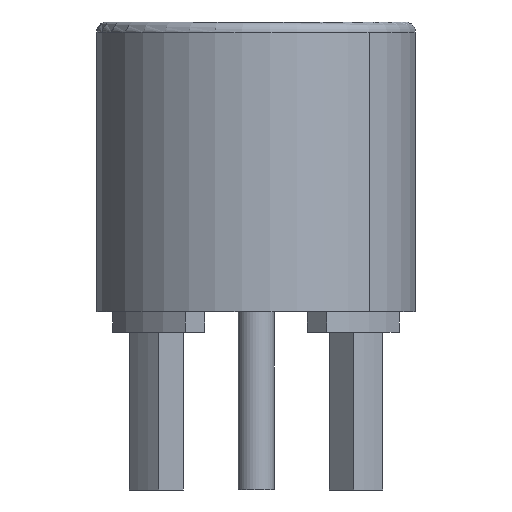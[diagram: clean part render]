
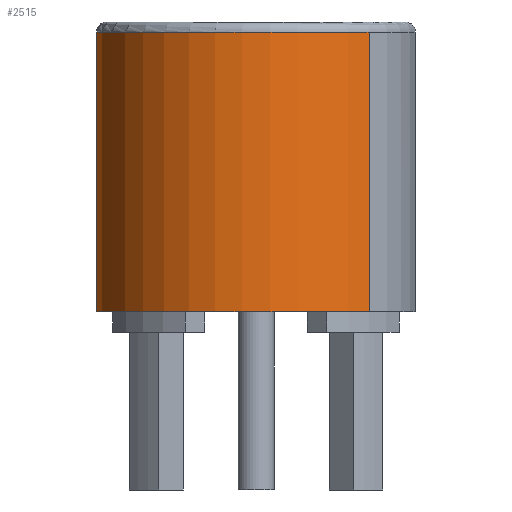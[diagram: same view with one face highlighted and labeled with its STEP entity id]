
A CAD part, left-side view. The second image highlights one B-rep face of the part: STEP entity #2515.
In plain terms, the highlighted cylindrical face has radius 3.95 mm (diameter 7.9 mm), a partial arc.
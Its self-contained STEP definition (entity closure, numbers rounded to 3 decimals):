
#2316=CARTESIAN_POINT('',(2.793,2.793,7.42));
#2317=VERTEX_POINT('',#2316);
#2318=CARTESIAN_POINT('',(2.793,2.793,0.508));
#2319=VERTEX_POINT('',#2318);
#2320=CARTESIAN_POINT('',(2.793,2.793,7.42));
#2321=DIRECTION('',(0.0,0.0,-1.0));
#2322=VECTOR('',#2321,6.912);
#2323=LINE('',#2320,#2322);
#2324=EDGE_CURVE('',#2317,#2319,#2323,.T.);
#2360=CARTESIAN_POINT('',(-2.793,-2.793,7.42));
#2361=VERTEX_POINT('',#2360);
#2369=CARTESIAN_POINT('',(-2.793,-2.793,0.508));
#2370=VERTEX_POINT('',#2369);
#2371=CARTESIAN_POINT('',(-2.793,-2.793,7.42));
#2372=DIRECTION('',(0.0,0.0,-1.0));
#2373=VECTOR('',#2372,6.912);
#2374=LINE('',#2371,#2373);
#2375=EDGE_CURVE('',#2361,#2370,#2374,.T.);
#2452=CARTESIAN_POINT('',(0.0,0.0,7.42));
#2453=DIRECTION('',(0.0,0.0,1.0));
#2454=DIRECTION('',(-0.707,-0.707,0.0));
#2455=AXIS2_PLACEMENT_3D('',#2452,#2453,#2454);
#2456=CIRCLE('',#2455,3.95);
#2457=EDGE_CURVE('',#2317,#2361,#2456,.T.);
#2498=CARTESIAN_POINT('',(0.0,0.0,0.508));
#2499=DIRECTION('',(0.0,0.0,1.0));
#2500=DIRECTION('',(0.707,0.707,0.0));
#2501=AXIS2_PLACEMENT_3D('',#2498,#2499,#2500);
#2502=CYLINDRICAL_SURFACE('',#2501,3.95);
#2503=ORIENTED_EDGE('',*,*,#2324,.T.);
#2504=CARTESIAN_POINT('',(0.0,0.0,0.508));
#2505=DIRECTION('',(0.0,0.0,1.));
#2506=DIRECTION('',(0.707,0.707,0.0));
#2507=AXIS2_PLACEMENT_3D('',#2504,#2505,#2506);
#2508=CIRCLE('',#2507,3.95);
#2509=EDGE_CURVE('',#2319,#2370,#2508,.T.);
#2510=ORIENTED_EDGE('',*,*,#2509,.T.);
#2511=ORIENTED_EDGE('',*,*,#2375,.F.);
#2512=ORIENTED_EDGE('',*,*,#2457,.F.);
#2513=EDGE_LOOP('',(#2503,#2510,#2511,#2512));
#2514=FACE_OUTER_BOUND('',#2513,.T.);
#2515=ADVANCED_FACE('',(#2514),#2502,.T.);
